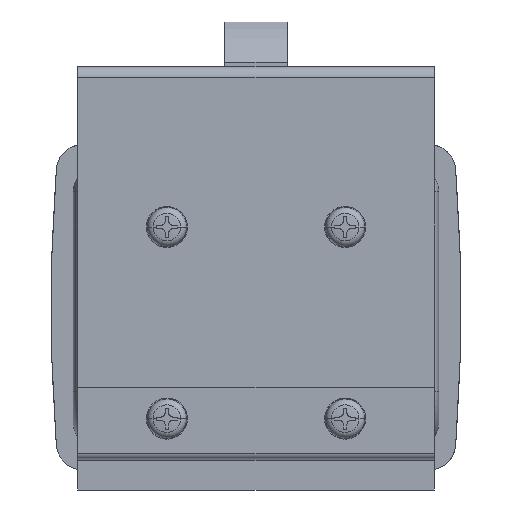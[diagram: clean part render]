
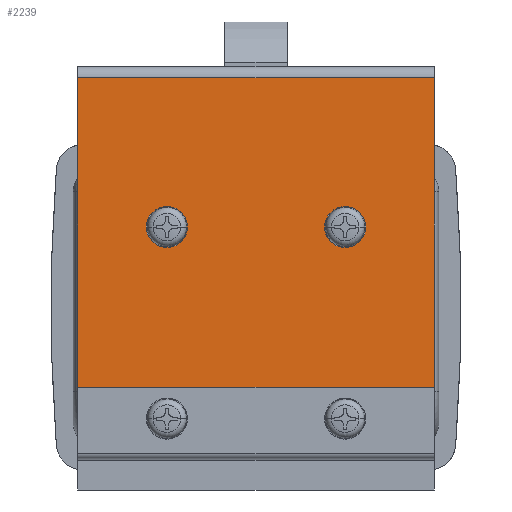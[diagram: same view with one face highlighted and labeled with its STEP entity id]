
A CAD part, front view. The second image highlights one B-rep face of the part: STEP entity #2239.
In plain terms, the highlighted planar face has unit normal (0, -1, 0).
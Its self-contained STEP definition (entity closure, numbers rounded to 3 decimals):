
#204 = EDGE_CURVE ( 'NONE', #4931, #4929, #4145, .T. ) ;
#205 = EDGE_CURVE ( 'NONE', #4766, #5872, #3532, .T. ) ;
#206 = EDGE_CURVE ( 'NONE', #4770, #5855, #3533, .T. ) ;
#207 = EDGE_CURVE ( 'NONE', #5878, #5836, #3534, .T. ) ;
#208 = EDGE_CURVE ( 'NONE', #5875, #5892, #3535, .T. ) ;
#209 = EDGE_CURVE ( 'NONE', #4970, #4931, #4160, .T. ) ;
#210 = EDGE_CURVE ( 'NONE', #4936, #4929, #4163, .T. ) ;
#211 = EDGE_CURVE ( 'NONE', #4943, #4936, #4166, .T. ) ;
#212 = EDGE_CURVE ( 'NONE', #4943, #4933, #4169, .T. ) ;
#213 = EDGE_CURVE ( 'NONE', #4933, #4970, #4172, .T. ) ;
#1133 = CARTESIAN_POINT ( 'NONE',  ( -20., 0., -2.7 ) ) ;
#1137 = CARTESIAN_POINT ( 'NONE',  ( -20., 0., -45.7 ) ) ;
#1180 = CARTESIAN_POINT ( 'NONE',  ( 40., 0., -49. ) ) ;
#1182 = CARTESIAN_POINT ( 'NONE',  ( 39., 0., -50. ) ) ;
#1184 = CARTESIAN_POINT ( 'NONE',  ( -40., 0., -49. ) ) ;
#1187 = CARTESIAN_POINT ( 'NONE',  ( 40., 0., 33.5 ) ) ;
#1194 = CARTESIAN_POINT ( 'NONE',  ( -40., 0., 33.5 ) ) ;
#1221 = CARTESIAN_POINT ( 'NONE',  ( -39., 0., -50. ) ) ;
#1399 = CARTESIAN_POINT ( 'NONE',  ( 20., 0., -40.3 ) ) ;
#1418 = CARTESIAN_POINT ( 'NONE',  ( -20., 0., -40.3 ) ) ;
#1435 = CARTESIAN_POINT ( 'NONE',  ( -20., 0., 2.7 ) ) ;
#1438 = CARTESIAN_POINT ( 'NONE',  ( 20., 0., -2.7 ) ) ;
#1441 = CARTESIAN_POINT ( 'NONE',  ( 20., 0., -45.7 ) ) ;
#1455 = CARTESIAN_POINT ( 'NONE',  ( 20., 0., 2.7 ) ) ;
#2104 = EDGE_CURVE ( 'NONE', #5872, #4766, #7591, .T. ) ;
#2108 = EDGE_CURVE ( 'NONE', #5855, #4770, #7593, .T. ) ;
#2112 = EDGE_CURVE ( 'NONE', #5836, #5878, #7595, .T. ) ;
#2116 = EDGE_CURVE ( 'NONE', #5892, #5875, #7597, .T. ) ;
#2239 = ADVANCED_FACE ( 'NONE', ( #11377, #11383, #11385, #11387, #11389 ), #9537, .T. ) ;
#3532 = CIRCLE ( 'NONE', #7246, 2.7 ) ;
#3533 = CIRCLE ( 'NONE', #7287, 2.7 ) ;
#3534 = CIRCLE ( 'NONE', #7263, 2.7 ) ;
#3535 = CIRCLE ( 'NONE', #7280, 2.7 ) ;
#4144 = CARTESIAN_POINT ( 'NONE',  ( -20., 0., 0. ) ) ;
#4145 = LINE ( 'NONE', #4146, #7292 ) ;
#4146 = CARTESIAN_POINT ( 'NONE',  ( 41.25, 0., -47.75 ) ) ;
#4147 = DIRECTION ( 'NONE',  ( 0.707, 0., 0.707 ) ) ;
#4148 = DIRECTION ( 'NONE',  ( 0., -1., 0. ) ) ;
#4149 = DIRECTION ( 'NONE',  ( 0., 0., -1. ) ) ;
#4150 = CARTESIAN_POINT ( 'NONE',  ( -20., 0., -43. ) ) ;
#4151 = DIRECTION ( 'NONE',  ( 0., -1., 0. ) ) ;
#4152 = DIRECTION ( 'NONE',  ( 0., 0., -1. ) ) ;
#4153 = CARTESIAN_POINT ( 'NONE',  ( 20., 0., -43. ) ) ;
#4154 = DIRECTION ( 'NONE',  ( 0., -1., 0. ) ) ;
#4155 = DIRECTION ( 'NONE',  ( 0., 0., -1. ) ) ;
#4156 = CARTESIAN_POINT ( 'NONE',  ( 20., 0., 0. ) ) ;
#4157 = DIRECTION ( 'NONE',  ( 0., -1., 0. ) ) ;
#4158 = DIRECTION ( 'NONE',  ( 0., 0., -1. ) ) ;
#4160 = LINE ( 'NONE', #4161, #7291 ) ;
#4161 = CARTESIAN_POINT ( 'NONE',  ( -40., 0., -50. ) ) ;
#4162 = DIRECTION ( 'NONE',  ( 1., 0., 0. ) ) ;
#4163 = LINE ( 'NONE', #4164, #7278 ) ;
#4164 = CARTESIAN_POINT ( 'NONE',  ( 40., 0., 33.5 ) ) ;
#4165 = DIRECTION ( 'NONE',  ( 0., 0., -1. ) ) ;
#4166 = LINE ( 'NONE', #4167, #7240 ) ;
#4167 = CARTESIAN_POINT ( 'NONE',  ( -40., 0., 33.5 ) ) ;
#4168 = DIRECTION ( 'NONE',  ( 1., 0., 0. ) ) ;
#4169 = LINE ( 'NONE', #4170, #7262 ) ;
#4170 = CARTESIAN_POINT ( 'NONE',  ( -40., 0., 33.5 ) ) ;
#4171 = DIRECTION ( 'NONE',  ( 0., 0., -1. ) ) ;
#4172 = LINE ( 'NONE', #4173, #7237 ) ;
#4173 = CARTESIAN_POINT ( 'NONE',  ( -81.25, 0., -7.75 ) ) ;
#4174 = DIRECTION ( 'NONE',  ( 0.707, 0., -0.707 ) ) ;
#4766 = VERTEX_POINT ( 'NONE', #1133 ) ;
#4770 = VERTEX_POINT ( 'NONE', #1137 ) ;
#4929 = VERTEX_POINT ( 'NONE', #1180 ) ;
#4931 = VERTEX_POINT ( 'NONE', #1182 ) ;
#4933 = VERTEX_POINT ( 'NONE', #1184 ) ;
#4936 = VERTEX_POINT ( 'NONE', #1187 ) ;
#4943 = VERTEX_POINT ( 'NONE', #1194 ) ;
#4970 = VERTEX_POINT ( 'NONE', #1221 ) ;
#5412 = EDGE_LOOP ( 'NONE', ( #6402, #6403 ) ) ;
#5413 = EDGE_LOOP ( 'NONE', ( #6405, #6404 ) ) ;
#5414 = EDGE_LOOP ( 'NONE', ( #6407, #6406 ) ) ;
#5415 = EDGE_LOOP ( 'NONE', ( #6409, #6408 ) ) ;
#5416 = EDGE_LOOP ( 'NONE', ( #6410, #6412, #6411, #6413, #6414, #6415 ) ) ;
#5836 = VERTEX_POINT ( 'NONE', #1399 ) ;
#5855 = VERTEX_POINT ( 'NONE', #1418 ) ;
#5872 = VERTEX_POINT ( 'NONE', #1435 ) ;
#5875 = VERTEX_POINT ( 'NONE', #1438 ) ;
#5878 = VERTEX_POINT ( 'NONE', #1441 ) ;
#5892 = VERTEX_POINT ( 'NONE', #1455 ) ;
#6402 = ORIENTED_EDGE ( 'NONE', *, *, #2104, .F. ) ;
#6403 = ORIENTED_EDGE ( 'NONE', *, *, #205, .F. ) ;
#6404 = ORIENTED_EDGE ( 'NONE', *, *, #206, .F. ) ;
#6405 = ORIENTED_EDGE ( 'NONE', *, *, #2108, .F. ) ;
#6406 = ORIENTED_EDGE ( 'NONE', *, *, #207, .F. ) ;
#6407 = ORIENTED_EDGE ( 'NONE', *, *, #2112, .F. ) ;
#6408 = ORIENTED_EDGE ( 'NONE', *, *, #208, .F. ) ;
#6409 = ORIENTED_EDGE ( 'NONE', *, *, #2116, .F. ) ;
#6410 = ORIENTED_EDGE ( 'NONE', *, *, #209, .T. ) ;
#6411 = ORIENTED_EDGE ( 'NONE', *, *, #210, .F. ) ;
#6412 = ORIENTED_EDGE ( 'NONE', *, *, #204, .T. ) ;
#6413 = ORIENTED_EDGE ( 'NONE', *, *, #211, .F. ) ;
#6414 = ORIENTED_EDGE ( 'NONE', *, *, #212, .T. ) ;
#6415 = ORIENTED_EDGE ( 'NONE', *, *, #213, .T. ) ;
#7237 = VECTOR ( 'NONE', #4174, 1000. ) ;
#7240 = VECTOR ( 'NONE', #4168, 1000. ) ;
#7246 = AXIS2_PLACEMENT_3D ( 'NONE', #4144, #4148, #4149 ) ;
#7262 = VECTOR ( 'NONE', #4171, 1000. ) ;
#7263 = AXIS2_PLACEMENT_3D ( 'NONE', #4153, #4154, #4155 ) ;
#7278 = VECTOR ( 'NONE', #4165, 1000. ) ;
#7280 = AXIS2_PLACEMENT_3D ( 'NONE', #4156, #4157, #4158 ) ;
#7287 = AXIS2_PLACEMENT_3D ( 'NONE', #4150, #4151, #4152 ) ;
#7291 = VECTOR ( 'NONE', #4162, 1000. ) ;
#7292 = VECTOR ( 'NONE', #4147, 1000. ) ;
#7591 = CIRCLE ( 'NONE', #8774, 2.7 ) ;
#7593 = CIRCLE ( 'NONE', #8778, 2.7 ) ;
#7595 = CIRCLE ( 'NONE', #11249, 2.7 ) ;
#7597 = CIRCLE ( 'NONE', #11253, 2.7 ) ;
#8774 = AXIS2_PLACEMENT_3D ( 'NONE', #8953, #8957, #8958 ) ;
#8778 = AXIS2_PLACEMENT_3D ( 'NONE', #8962, #8969, #8970 ) ;
#8953 = CARTESIAN_POINT ( 'NONE',  ( -20., 0., 0. ) ) ;
#8957 = DIRECTION ( 'NONE',  ( 0., -1., 0. ) ) ;
#8958 = DIRECTION ( 'NONE',  ( 0., 0., -1. ) ) ;
#8962 = CARTESIAN_POINT ( 'NONE',  ( -20., 0., -43. ) ) ;
#8969 = DIRECTION ( 'NONE',  ( 0., -1., 0. ) ) ;
#8970 = DIRECTION ( 'NONE',  ( 0., 0., -1. ) ) ;
#8974 = CARTESIAN_POINT ( 'NONE',  ( 20., 0., -43. ) ) ;
#8981 = DIRECTION ( 'NONE',  ( 0., -1., 0. ) ) ;
#8982 = DIRECTION ( 'NONE',  ( 0., 0., -1. ) ) ;
#8986 = CARTESIAN_POINT ( 'NONE',  ( 20., 0., 0. ) ) ;
#8993 = DIRECTION ( 'NONE',  ( 0., -1., 0. ) ) ;
#8994 = DIRECTION ( 'NONE',  ( 0., 0., -1. ) ) ;
#9537 = PLANE ( 'NONE',  #11382 ) ;
#9538 = CARTESIAN_POINT ( 'NONE',  ( -40., 0., 33.5 ) ) ;
#9539 = DIRECTION ( 'NONE',  ( 0., -1., 0. ) ) ;
#9540 = DIRECTION ( 'NONE',  ( 0., 0., -1. ) ) ;
#11249 = AXIS2_PLACEMENT_3D ( 'NONE', #8974, #8981, #8982 ) ;
#11253 = AXIS2_PLACEMENT_3D ( 'NONE', #8986, #8993, #8994 ) ;
#11377 = FACE_BOUND ( 'NONE', #5412, .T. ) ;
#11382 = AXIS2_PLACEMENT_3D ( 'NONE', #9538, #9539, #9540 ) ;
#11383 = FACE_BOUND ( 'NONE', #5413, .T. ) ;
#11385 = FACE_BOUND ( 'NONE', #5414, .T. ) ;
#11387 = FACE_BOUND ( 'NONE', #5415, .T. ) ;
#11389 = FACE_OUTER_BOUND ( 'NONE', #5416, .T. ) ;
